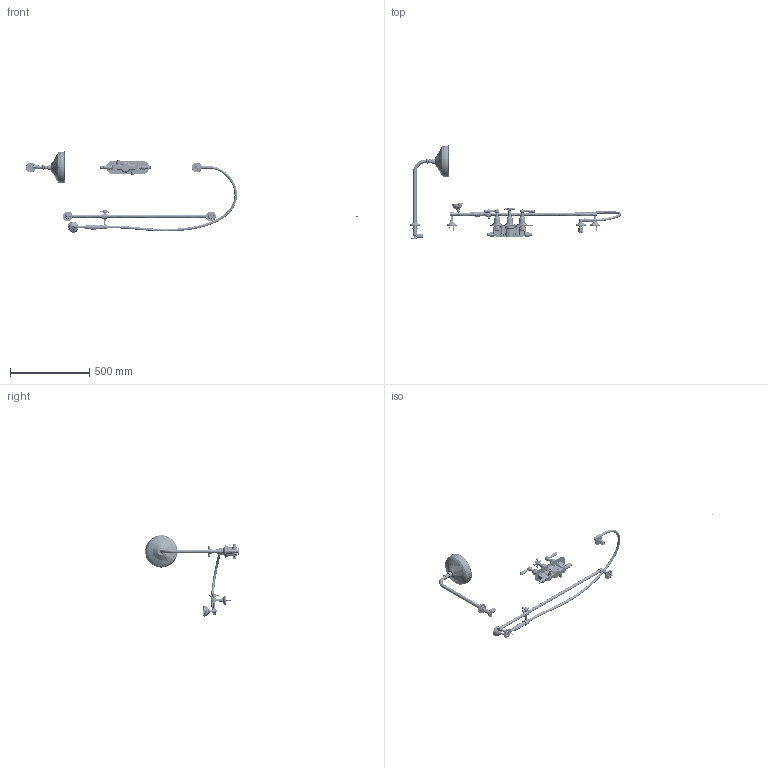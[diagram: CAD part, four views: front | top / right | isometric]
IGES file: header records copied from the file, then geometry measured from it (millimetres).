
Global section: file name: V2B1AXC   V2B1AXM   V2B1AXW; native system: Autodesk Inventor 2018; preprocessor: unknown; author: aduggalther; date: 20170830.133905; units: millimetre
Bounding box: 2101.23 x 591.79 x 515.01 mm (x, y, z)
Volume: 2855937.4 mm3; surface area: 915887.8 mm2
Topology: 149 solids, 164 shells, 5661 faces, 15018 edges, 10106 vertices
Faces by surface type: bspline 5661
